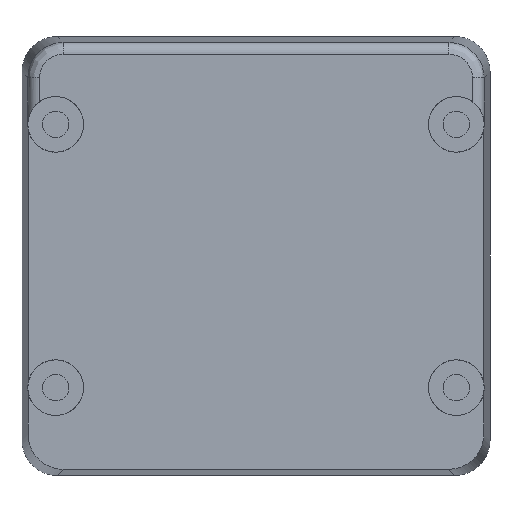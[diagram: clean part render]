
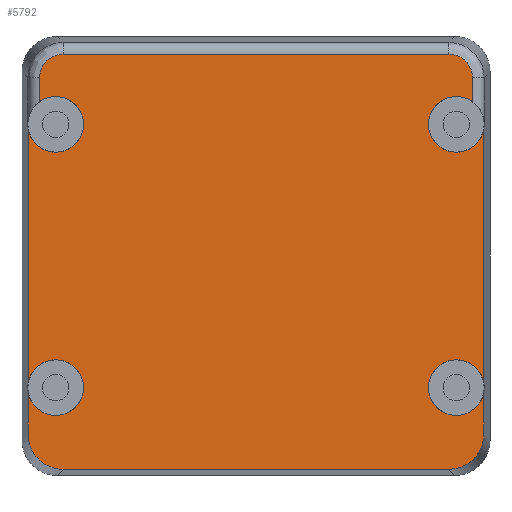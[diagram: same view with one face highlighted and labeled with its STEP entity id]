
A CAD part, front view. The second image highlights one B-rep face of the part: STEP entity #5792.
In plain terms, the highlighted planar face has unit normal (0, -1, 0).
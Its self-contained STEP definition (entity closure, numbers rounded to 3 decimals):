
#2594=DIRECTION('',(0.,0.,1.));
#2595=VECTOR('',#2594,4.106);
#2596=CARTESIAN_POINT('',(36.987,-60.,26.382));
#2597=LINE('',#2596,#2595);
#2601=CARTESIAN_POINT('',(34.25,-60.,22.5));
#2602=DIRECTION('',(0.,-1.,0.));
#2603=DIRECTION('',(0.576,0.,0.817));
#2604=AXIS2_PLACEMENT_3D('',#2601,#2602,#2603);
#2609=CARTESIAN_POINT('',(34.25,-60.,22.5));
#2610=DIRECTION('',(0.,-1.,0.));
#2611=DIRECTION('',(-1.,0.,0.));
#2612=AXIS2_PLACEMENT_3D('',#2609,#2610,#2611);
#2617=DIRECTION('',(0.,0.,-1.));
#2618=VECTOR('',#2617,43.663);
#2619=CARTESIAN_POINT('',(38.953,-60.,21.831));
#2620=LINE('',#2619,#2618);
#2624=CARTESIAN_POINT('',(34.25,-60.,-22.5));
#2625=DIRECTION('',(0.,-1.,0.));
#2626=DIRECTION('',(0.99,0.,0.141));
#2627=AXIS2_PLACEMENT_3D('',#2624,#2625,#2626);
#2632=CARTESIAN_POINT('',(34.25,-60.,-22.5));
#2633=DIRECTION('',(0.,-1.,0.));
#2634=DIRECTION('',(-1.,0.,0.));
#2635=AXIS2_PLACEMENT_3D('',#2632,#2633,#2634);
#2640=DIRECTION('',(0.,0.,-1.));
#2641=VECTOR('',#2640,7.285);
#2642=CARTESIAN_POINT('',(38.953,-60.,-23.169));
#2643=LINE('',#2642,#2641);
#2647=CARTESIAN_POINT('',(32.954,-60.,-36.453));
#2648=CARTESIAN_POINT('',(33.454,-60.,-36.453));
#2649=CARTESIAN_POINT('',(34.335,-60.,-36.335));
#2650=CARTESIAN_POINT('',(35.819,-60.,-35.819));
#2651=CARTESIAN_POINT('',(37.28,-60.,-34.78));
#2652=CARTESIAN_POINT('',(38.319,-60.,-33.319));
#2653=CARTESIAN_POINT('',(38.835,-60.,-31.835));
#2654=CARTESIAN_POINT('',(38.953,-60.,-30.954));
#2655=CARTESIAN_POINT('',(38.953,-60.,-30.454));
#2660=DIRECTION('',(1.,0.,0.));
#2661=VECTOR('',#2660,65.907);
#2662=CARTESIAN_POINT('',(-32.954,-60.,-36.453));
#2663=LINE('',#2662,#2661);
#2667=CARTESIAN_POINT('',(-38.953,-60.,-30.454));
#2668=CARTESIAN_POINT('',(-38.953,-60.,-30.954));
#2669=CARTESIAN_POINT('',(-38.835,-60.,-31.835));
#2670=CARTESIAN_POINT('',(-38.319,-60.,-33.319));
#2671=CARTESIAN_POINT('',(-37.28,-60.,-34.78));
#2672=CARTESIAN_POINT('',(-35.819,-60.,-35.819));
#2673=CARTESIAN_POINT('',(-34.335,-60.,-36.335));
#2674=CARTESIAN_POINT('',(-33.454,-60.,-36.453));
#2675=CARTESIAN_POINT('',(-32.954,-60.,-36.453));
#2680=DIRECTION('',(0.,0.,-1.));
#2681=VECTOR('',#2680,7.285);
#2682=CARTESIAN_POINT('',(-38.953,-60.,-23.169));
#2683=LINE('',#2682,#2681);
#2687=CARTESIAN_POINT('',(-34.25,-60.,-22.5));
#2688=DIRECTION('',(0.,-1.,0.));
#2689=DIRECTION('',(-0.99,0.,-0.141));
#2690=AXIS2_PLACEMENT_3D('',#2687,#2688,#2689);
#2695=CARTESIAN_POINT('',(-34.25,-60.,-22.5));
#2696=DIRECTION('',(0.,-1.,0.));
#2697=DIRECTION('',(1.,0.,0.));
#2698=AXIS2_PLACEMENT_3D('',#2695,#2696,#2697);
#2703=DIRECTION('',(0.,0.,-1.));
#2704=VECTOR('',#2703,43.663);
#2705=CARTESIAN_POINT('',(-38.953,-60.,21.831));
#2706=LINE('',#2705,#2704);
#2710=CARTESIAN_POINT('',(-34.25,-60.,22.5));
#2711=DIRECTION('',(0.,-1.,0.));
#2712=DIRECTION('',(-0.99,0.,-0.141));
#2713=AXIS2_PLACEMENT_3D('',#2710,#2711,#2712);
#2718=CARTESIAN_POINT('',(-34.25,-60.,22.5));
#2719=DIRECTION('',(0.,-1.,0.));
#2720=DIRECTION('',(1.,0.,0.));
#2721=AXIS2_PLACEMENT_3D('',#2718,#2719,#2720);
#2726=DIRECTION('',(0.,0.,-1.));
#2727=VECTOR('',#2726,4.106);
#2728=CARTESIAN_POINT('',(-36.987,-60.,
30.488));
#2729=LINE('',#2728,#2727);
#2733=CARTESIAN_POINT('',(-32.988,-60.,
34.487));
#2734=CARTESIAN_POINT('',(-33.253,-60.,
34.487));
#2735=CARTESIAN_POINT('',(-33.771,-60.,
34.436));
#2736=CARTESIAN_POINT('',(-34.528,-60.,34.207));
#2737=CARTESIAN_POINT('',(-35.224,-60.,33.835));
#2738=CARTESIAN_POINT('',(-35.834,-60.,33.334));
#2739=CARTESIAN_POINT('',(-36.335,-60.,32.724));
#2740=CARTESIAN_POINT('',(-36.707,-60.,
32.028));
#2741=CARTESIAN_POINT('',(-36.936,-60.,
31.271));
#2742=CARTESIAN_POINT('',(-36.987,-60.,
30.753));
#2743=CARTESIAN_POINT('',(-36.987,-60.,
30.488));
#2748=DIRECTION('',(-1.,0.,0.));
#2749=VECTOR('',#2748,65.976);
#2750=CARTESIAN_POINT('',(32.988,-60.,34.487));
#2751=LINE('',#2750,#2749);
#2755=CARTESIAN_POINT('',(36.987,-60.,30.488));
#2756=CARTESIAN_POINT('',(36.987,-60.,30.753));
#2757=CARTESIAN_POINT('',(36.936,-60.,31.271));
#2758=CARTESIAN_POINT('',(36.707,-60.,32.028));
#2759=CARTESIAN_POINT('',(36.335,-60.,32.724));
#2760=CARTESIAN_POINT('',(35.834,-60.,33.334));
#2761=CARTESIAN_POINT('',(35.224,-60.,33.835));
#2762=CARTESIAN_POINT('',(34.528,-60.,34.207));
#2763=CARTESIAN_POINT('',(33.771,-60.,34.436));
#2764=CARTESIAN_POINT('',(33.253,-60.,34.487));
#2765=CARTESIAN_POINT('',(32.988,-60.,34.487));
#3435=VERTEX_POINT('',#2647);
#3436=VERTEX_POINT('',#2655);
#3440=VERTEX_POINT('',#2667);
#3441=VERTEX_POINT('',#2675);
#3469=CARTESIAN_POINT('',(-38.953,-60.,21.831));
#3470=CARTESIAN_POINT('',(-29.5,-60.,22.5));
#3471=VERTEX_POINT('',#3469);
#3472=VERTEX_POINT('',#3470);
#3473=CARTESIAN_POINT('',(29.5,-60.,22.5));
#3474=CARTESIAN_POINT('',(38.953,-60.,21.831));
#3475=VERTEX_POINT('',#3473);
#3476=VERTEX_POINT('',#3474);
#3477=CARTESIAN_POINT('',(38.953,-60.,-21.831));
#3478=CARTESIAN_POINT('',(29.5,-60.,-22.5));
#3479=VERTEX_POINT('',#3477);
#3480=VERTEX_POINT('',#3478);
#3481=CARTESIAN_POINT('',(38.953,-60.,-23.169));
#3482=VERTEX_POINT('',#3481);
#3483=CARTESIAN_POINT('',(-29.5,-60.,-22.5));
#3484=CARTESIAN_POINT('',(-38.953,-60.,-21.831));
#3485=VERTEX_POINT('',#3483);
#3486=VERTEX_POINT('',#3484);
#3487=CARTESIAN_POINT('',(-38.953,-60.,-23.169));
#3488=VERTEX_POINT('',#3487);
#3489=CARTESIAN_POINT('',(36.987,-60.,26.382));
#3490=CARTESIAN_POINT('',(36.987,-60.,30.488));
#3491=VERTEX_POINT('',#3489);
#3492=VERTEX_POINT('',#3490);
#3497=VERTEX_POINT('',#2765);
#3499=CARTESIAN_POINT('',(-32.988,-60.,
34.487));
#3500=VERTEX_POINT('',#3499);
#3503=VERTEX_POINT('',#2743);
#3507=CARTESIAN_POINT('',(-36.987,-60.,26.382));
#3508=VERTEX_POINT('',#3507);
#5747=CARTESIAN_POINT('',(0.,-60.,0.));
#5748=DIRECTION('',(0.,1.,0.));
#5749=DIRECTION('',(1.,0.,0.));
#5750=AXIS2_PLACEMENT_3D('',#5747,#5748,#5749);
#5751=PLANE('',#5750);
#5753=ORIENTED_EDGE('',*,*,#5752,.F.);
#5755=ORIENTED_EDGE('',*,*,#5754,.T.);
#5757=ORIENTED_EDGE('',*,*,#5756,.T.);
#5759=ORIENTED_EDGE('',*,*,#5758,.T.);
#5760=ORIENTED_EDGE('',*,*,#5736,.T.);
#5762=ORIENTED_EDGE('',*,*,#5761,.T.);
#5764=ORIENTED_EDGE('',*,*,#5763,.T.);
#5766=ORIENTED_EDGE('',*,*,#5765,.F.);
#5768=ORIENTED_EDGE('',*,*,#5767,.F.);
#5770=ORIENTED_EDGE('',*,*,#5769,.F.);
#5772=ORIENTED_EDGE('',*,*,#5771,.F.);
#5774=ORIENTED_EDGE('',*,*,#5773,.T.);
#5776=ORIENTED_EDGE('',*,*,#5775,.T.);
#5778=ORIENTED_EDGE('',*,*,#5777,.F.);
#5780=ORIENTED_EDGE('',*,*,#5779,.T.);
#5781=ORIENTED_EDGE('',*,*,#5666,.T.);
#5783=ORIENTED_EDGE('',*,*,#5782,.F.);
#5785=ORIENTED_EDGE('',*,*,#5784,.F.);
#5787=ORIENTED_EDGE('',*,*,#5786,.F.);
#5789=ORIENTED_EDGE('',*,*,#5788,.F.);
#5790=EDGE_LOOP('',(#5753,#5755,#5757,#5759,#5760,#5762,#5764,#5766,#5768,#5770,
#5772,#5774,#5776,#5778,#5780,#5781,#5783,#5785,#5787,#5789));
#5791=FACE_OUTER_BOUND('',#5790,.F.);
#5792=ADVANCED_FACE('',(#5791),#5751,.F.);
#2605=CIRCLE('',#2604,4.75);
#2613=CIRCLE('',#2612,4.75);
#2628=CIRCLE('',#2627,4.75);
#2636=CIRCLE('',#2635,4.75);
#2656=B_SPLINE_CURVE_WITH_KNOTS('',3,(#2647,#2648,#2649,#2650,#2651,#2652,#2653,
#2654,#2655),.UNSPECIFIED.,.F.,.F.,(4,1,1,1,1,1,4),(0.,0.125,0.25,0.5,
0.75,0.875,1.),.UNSPECIFIED.);
#2676=B_SPLINE_CURVE_WITH_KNOTS('',3,(#2667,#2668,#2669,#2670,#2671,#2672,#2673,
#2674,#2675),.UNSPECIFIED.,.F.,.F.,(4,1,1,1,1,1,4),(0.,0.125,0.25,0.5,
0.75,0.875,1.),.UNSPECIFIED.);
#2691=CIRCLE('',#2690,4.75);
#2699=CIRCLE('',#2698,4.75);
#2714=CIRCLE('',#2713,4.75);
#2722=CIRCLE('',#2721,4.75);
#2744=B_SPLINE_CURVE_WITH_KNOTS('',3,(#2733,#2734,#2735,#2736,#2737,#2738,#2739,
#2740,#2741,#2742,#2743),.UNSPECIFIED.,.F.,.F.,(4,1,1,1,1,1,1,1,4),(0.,
0.125,0.25,0.375,0.5,0.625,0.75,0.875,1.),.UNSPECIFIED.);
#2766=B_SPLINE_CURVE_WITH_KNOTS('',3,(#2755,#2756,#2757,#2758,#2759,#2760,#2761,
#2762,#2763,#2764,#2765),.UNSPECIFIED.,.F.,.F.,(4,1,1,1,1,1,1,1,4),(0.,
0.125,0.25,0.375,0.5,0.625,0.75,0.875,1.),.UNSPECIFIED.);
#5666=EDGE_CURVE('',#3472,#3508,#2722,.T.);
#5736=EDGE_CURVE('',#3479,#3480,#2628,.T.);
#5752=EDGE_CURVE('',#3491,#3492,#2597,.T.);
#5754=EDGE_CURVE('',#3491,#3475,#2605,.T.);
#5756=EDGE_CURVE('',#3475,#3476,#2613,.T.);
#5758=EDGE_CURVE('',#3476,#3479,#2620,.T.);
#5761=EDGE_CURVE('',#3480,#3482,#2636,.T.);
#5763=EDGE_CURVE('',#3482,#3436,#2643,.T.);
#5765=EDGE_CURVE('',#3435,#3436,#2656,.T.);
#5767=EDGE_CURVE('',#3441,#3435,#2663,.T.);
#5769=EDGE_CURVE('',#3440,#3441,#2676,.T.);
#5771=EDGE_CURVE('',#3488,#3440,#2683,.T.);
#5773=EDGE_CURVE('',#3488,#3485,#2691,.T.);
#5775=EDGE_CURVE('',#3485,#3486,#2699,.T.);
#5777=EDGE_CURVE('',#3471,#3486,#2706,.T.);
#5779=EDGE_CURVE('',#3471,#3472,#2714,.T.);
#5782=EDGE_CURVE('',#3503,#3508,#2729,.T.);
#5784=EDGE_CURVE('',#3500,#3503,#2744,.T.);
#5786=EDGE_CURVE('',#3497,#3500,#2751,.T.);
#5788=EDGE_CURVE('',#3492,#3497,#2766,.T.);
